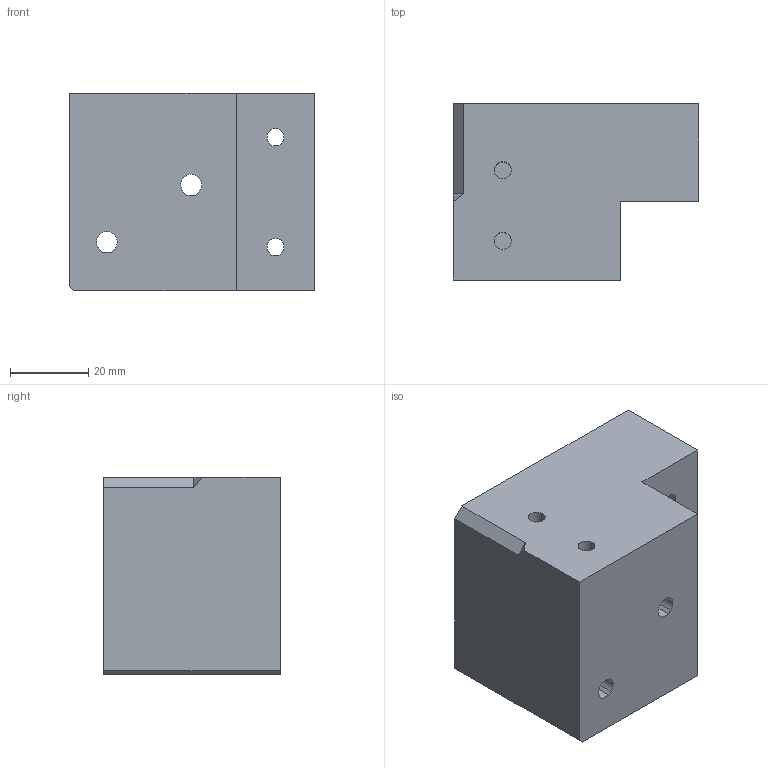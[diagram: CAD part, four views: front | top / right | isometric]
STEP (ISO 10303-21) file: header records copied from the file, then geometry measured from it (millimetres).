
FILE_DESCRIPTION(/* description */ (''),/* implementation_level */ '2;1');
FILE_NAME(/* name */ 'V06-01-05-01 - Right belt tensioner base.step',/* time_stamp */ '2021-10-27T06:10:39+03:00',/* author */ (''),/* organization */ (''),/* preprocessor_version */ 'ST-DEVELOPER v18.1',/* originating_system */ 'Autodesk Translation Framework v10.10.0.1391',/* authorisation */ '');
FILE_SCHEMA (('AUTOMOTIVE_DESIGN { 1 0 10303 214 3 1 1 }'));
Length unit declared in the file: millimetre
Products named in the file (1): V06-01-05-01 - Right belt tensioner base
Bounding box: 62.6 x 45 x 50.5 mm (x, y, z)
Volume: 90070.4 mm3; surface area: 24489.4 mm2
Topology: 1 solids, 1 shells, 73 faces, 180 edges, 118 vertices
Faces by surface type: plane 52, cylinder 16, cone 5
Full cylindrical faces by diameter (mm): 4.3 x4, 5 x1, 8 x2
Entity records: 2206 total; most frequent: CARTESIAN_POINT 376, DIRECTION 364, ORIENTED_EDGE 360, EDGE_CURVE 180, LINE 140, VECTOR 140, VERTEX_POINT 118, AXIS2_PLACEMENT_3D 112
